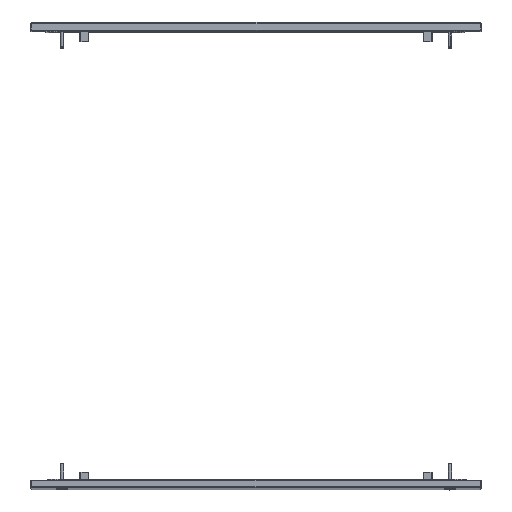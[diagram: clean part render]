
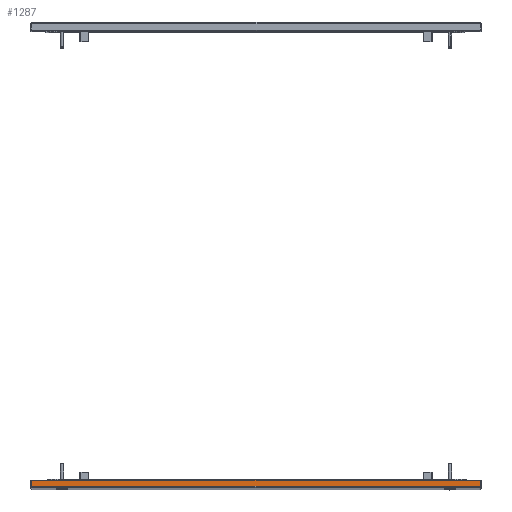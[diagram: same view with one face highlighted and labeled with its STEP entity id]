
A CAD part, top view. The second image highlights one B-rep face of the part: STEP entity #1287.
In plain terms, the highlighted planar face has unit normal (0, 0, 1).
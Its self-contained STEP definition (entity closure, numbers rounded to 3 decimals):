
#75 = CARTESIAN_POINT ( 'NONE',  ( 0., 2.8, 1003.5 ) ) ;
#154 = DIRECTION ( 'NONE',  ( 0., -1., 0. ) ) ;
#536 = CARTESIAN_POINT ( 'NONE',  ( -2.8, 2.8, 1003.5 ) ) ;
#646 = DIRECTION ( 'NONE',  ( 1., 0., 0. ) ) ;
#676 = VERTEX_POINT ( 'NONE', #4367 ) ;
#1044 = CARTESIAN_POINT ( 'NONE',  ( 0., 2.8, 1003.5 ) ) ;
#1169 = VECTOR ( 'NONE', #6083, 1000. ) ;
#1187 = EDGE_CURVE ( 'NONE', #5519, #5818, #4545, .T. ) ;
#1192 = PLANE ( 'NONE',  #1468 ) ;
#1231 = DIRECTION ( 'NONE',  ( 0., 0., 1. ) ) ;
#1287 = ADVANCED_FACE ( 'NONE', ( #7608 ), #1192, .T. ) ;
#1312 = VECTOR ( 'NONE', #646, 1000. ) ;
#1468 = AXIS2_PLACEMENT_3D ( 'NONE', #5467, #1231, #7742 ) ;
#1511 = CARTESIAN_POINT ( 'NONE',  ( -810., 14., 1003.5 ) ) ;
#1710 = CARTESIAN_POINT ( 'NONE',  ( 0., 14., 1003.5 ) ) ;
#1909 = ORIENTED_EDGE ( 'NONE', *, *, #4634, .F. ) ;
#1949 = CARTESIAN_POINT ( 'NONE',  ( -807.2, 2.8, 1003.5 ) ) ;
#1978 = CARTESIAN_POINT ( 'NONE',  ( 0., 2.8, 1003.5 ) ) ;
#2136 = VECTOR ( 'NONE', #8444, 1000. ) ;
#3938 = VECTOR ( 'NONE', #154, 1000. ) ;
#4367 = CARTESIAN_POINT ( 'NONE',  ( -807.2, 2.8, 1003.5 ) ) ;
#4545 = LINE ( 'NONE', #8805, #3938 ) ;
#4634 = EDGE_CURVE ( 'NONE', #676, #5408, #7029, .T. ) ;
#4909 = EDGE_CURVE ( 'NONE', #5377, #5519, #5703, .T. ) ;
#5377 = VERTEX_POINT ( 'NONE', #1511 ) ;
#5408 = VERTEX_POINT ( 'NONE', #6498 ) ;
#5454 = LINE ( 'NONE', #8353, #2136 ) ;
#5467 = CARTESIAN_POINT ( 'NONE',  ( 0., 0., 1003.5 ) ) ;
#5502 = ORIENTED_EDGE ( 'NONE', *, *, #5934, .T. ) ;
#5519 = VERTEX_POINT ( 'NONE', #1710 ) ;
#5559 = DIRECTION ( 'NONE',  ( -1., 0., 0. ) ) ;
#5563 = EDGE_CURVE ( 'NONE', #5818, #7441, #7553, .T. ) ;
#5703 = LINE ( 'NONE', #8604, #8148 ) ;
#5805 = ORIENTED_EDGE ( 'NONE', *, *, #5563, .F. ) ;
#5818 = VERTEX_POINT ( 'NONE', #1978 ) ;
#5934 = EDGE_CURVE ( 'NONE', #676, #7441, #7151, .T. ) ;
#6083 = DIRECTION ( 'NONE',  ( -1., 0., 0. ) ) ;
#6498 = CARTESIAN_POINT ( 'NONE',  ( -810., 2.8, 1003.5 ) ) ;
#6604 = VECTOR ( 'NONE', #5559, 1000. ) ;
#6677 = ORIENTED_EDGE ( 'NONE', *, *, #8729, .F. ) ;
#7029 = LINE ( 'NONE', #1949, #6604 ) ;
#7151 = LINE ( 'NONE', #75, #1312 ) ;
#7175 = DIRECTION ( 'NONE',  ( 1., 0., 0. ) ) ;
#7441 = VERTEX_POINT ( 'NONE', #536 ) ;
#7553 = LINE ( 'NONE', #1044, #1169 ) ;
#7608 = FACE_OUTER_BOUND ( 'NONE', #8031, .T. ) ;
#7742 = DIRECTION ( 'NONE',  ( 1., 0., 0. ) ) ;
#8031 = EDGE_LOOP ( 'NONE', ( #8940, #6677, #1909, #5502, #5805, #8354 ) ) ;
#8148 = VECTOR ( 'NONE', #7175, 1000. ) ;
#8353 = CARTESIAN_POINT ( 'NONE',  ( -810., 2.8, 1003.5 ) ) ;
#8354 = ORIENTED_EDGE ( 'NONE', *, *, #1187, .F. ) ;
#8444 = DIRECTION ( 'NONE',  ( 0., 1., 0. ) ) ;
#8604 = CARTESIAN_POINT ( 'NONE',  ( -807.2, 14., 1003.5 ) ) ;
#8729 = EDGE_CURVE ( 'NONE', #5408, #5377, #5454, .T. ) ;
#8805 = CARTESIAN_POINT ( 'NONE',  ( 0., 14., 1003.5 ) ) ;
#8940 = ORIENTED_EDGE ( 'NONE', *, *, #4909, .F. ) ;
